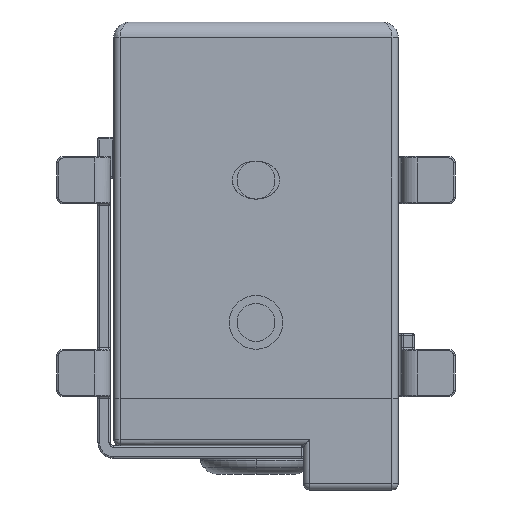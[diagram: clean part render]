
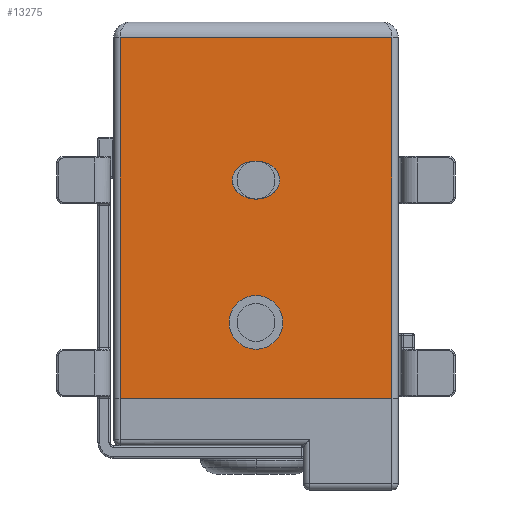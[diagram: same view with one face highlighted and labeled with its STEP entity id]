
A CAD part, front view. The second image highlights one B-rep face of the part: STEP entity #13275.
In plain terms, the highlighted planar face has unit normal (0, -1, 0).
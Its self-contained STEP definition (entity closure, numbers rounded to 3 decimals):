
#898 = AXIS2_PLACEMENT_3D ( 'NONE', #7904, #19304, #9538 ) ;
#976 = CARTESIAN_POINT ( 'NONE',  ( 0., 0., -10.35 ) ) ;
#1232 = DIRECTION ( 'NONE',  ( -1., 0., 0. ) ) ;
#1311 = CARTESIAN_POINT ( 'NONE',  ( 0.75, 0., -5. ) ) ;
#1482 = CARTESIAN_POINT ( 'NONE',  ( -4.3, 0., -11.9 ) ) ;
#1758 = CARTESIAN_POINT ( 'NONE',  ( 4.3, 0., -11.9 ) ) ;
#1832 = ORIENTED_EDGE ( 'NONE', *, *, #4711, .T. ) ;
#2432 = CARTESIAN_POINT ( 'NONE',  ( -4.5, 0., -11.9 ) ) ;
#2500 = CARTESIAN_POINT ( 'NONE',  ( -4.5, 0., -11.9 ) ) ;
#2789 = EDGE_CURVE ( 'NONE', #11370, #14036, #8913, .T. ) ;
#3161 = CARTESIAN_POINT ( 'NONE',  ( 0., 0., -9.5 ) ) ;
#3258 = VECTOR ( 'NONE', #12745, 1000. ) ;
#3722 = CARTESIAN_POINT ( 'NONE',  ( 4.3, 0., -11.9 ) ) ;
#4085 = DIRECTION ( 'NONE',  ( 0., -1., 0. ) ) ;
#4291 = CIRCLE ( 'NONE', #898, 0.85 ) ;
#4347 = CARTESIAN_POINT ( 'NONE',  ( -0.75, 0., -5. ) ) ;
#4423 = CARTESIAN_POINT ( 'NONE',  ( -4.5, 0., -0.5 ) ) ;
#4652 = AXIS2_PLACEMENT_3D ( 'NONE', #3161, #14467, #4744 ) ;
#4706 = EDGE_LOOP ( 'NONE', ( #13306, #16990, #11913, #17981 ) ) ;
#4711 = EDGE_CURVE ( 'NONE', #14036, #11370, #19361, .T. ) ;
#4744 = DIRECTION ( 'NONE',  ( 0., 0., 1. ) ) ;
#5082 = LINE ( 'NONE', #3722, #7850 ) ;
#5694 = CIRCLE ( 'NONE', #4652, 0.85 ) ;
#5894 = VERTEX_POINT ( 'NONE', #6063 ) ;
#6016 = CARTESIAN_POINT ( 'NONE',  ( 0.75, 0., -5. ) ) ;
#6032 = CARTESIAN_POINT ( 'NONE',  ( 0.75, 0., -6.2 ) ) ;
#6063 = CARTESIAN_POINT ( 'NONE',  ( -4.3, 0., -0.5 ) ) ;
#6151 = ORIENTED_EDGE ( 'NONE', *, *, #10674, .T. ) ;
#6474 = CARTESIAN_POINT ( 'NONE',  ( -0.75, 0., -5. ) ) ;
#6622 = VERTEX_POINT ( 'NONE', #11640 ) ;
#7455 = CARTESIAN_POINT ( 'NONE',  ( 4.3, 0., -0.5 ) ) ;
#7494 = LINE ( 'NONE', #1482, #3258 ) ;
#7646 = EDGE_CURVE ( 'NONE', #6622, #19412, #17532, .T. ) ;
#7847 = FACE_OUTER_BOUND ( 'NONE', #4706, .T. ) ;
#7850 = VECTOR ( 'NONE', #13415, 1000. ) ;
#7904 = CARTESIAN_POINT ( 'NONE',  ( 0., 0., -9.5 ) ) ;
#8479 = EDGE_CURVE ( 'NONE', #12845, #5894, #20528, .T. ) ;
#8866 = AXIS2_PLACEMENT_3D ( 'NONE', #2500, #4085, #15437 ) ;
#8913 =( BOUNDED_CURVE ( )  B_SPLINE_CURVE ( 3, ( #1311, #6032, #12423, #12574 ),
 .UNSPECIFIED., .F., .T. ) 
 B_SPLINE_CURVE_WITH_KNOTS ( ( 4, 4 ),
 ( 0., 0.002 ),
 .UNSPECIFIED. ) 
 CURVE ( )  GEOMETRIC_REPRESENTATION_ITEM ( )  RATIONAL_B_SPLINE_CURVE ( ( 1., 0.333, 0.333, 1. ) ) 
 REPRESENTATION_ITEM ( '' )  );
#9538 = DIRECTION ( 'NONE',  ( 0., 0., 1. ) ) ;
#9750 = VERTEX_POINT ( 'NONE', #10924 ) ;
#10055 = EDGE_LOOP ( 'NONE', ( #1832, #11536 ) ) ;
#10674 = EDGE_CURVE ( 'NONE', #18719, #9750, #5694, .T. ) ;
#10829 = CARTESIAN_POINT ( 'NONE',  ( -0.75, 0., -3.8 ) ) ;
#10924 = CARTESIAN_POINT ( 'NONE',  ( 0., 0., -8.65 ) ) ;
#11370 = VERTEX_POINT ( 'NONE', #18256 ) ;
#11536 = ORIENTED_EDGE ( 'NONE', *, *, #2789, .T. ) ;
#11640 = CARTESIAN_POINT ( 'NONE',  ( -4.3, 0., -11.9 ) ) ;
#11722 = ORIENTED_EDGE ( 'NONE', *, *, #17835, .T. ) ;
#11913 = ORIENTED_EDGE ( 'NONE', *, *, #20898, .T. ) ;
#12067 = PLANE ( 'NONE',  #8866 ) ;
#12423 = CARTESIAN_POINT ( 'NONE',  ( -0.75, 0., -6.2 ) ) ;
#12574 = CARTESIAN_POINT ( 'NONE',  ( -0.75, 0., -5. ) ) ;
#12745 = DIRECTION ( 'NONE',  ( 0., 0., -1. ) ) ;
#12845 = VERTEX_POINT ( 'NONE', #7455 ) ;
#13207 = VECTOR ( 'NONE', #20237, 1000. ) ;
#13275 = ADVANCED_FACE ( 'NONE', ( #7847, #20319, #16012 ), #12067, .T. ) ;
#13306 = ORIENTED_EDGE ( 'NONE', *, *, #16139, .T. ) ;
#13415 = DIRECTION ( 'NONE',  ( 0., 0., 1. ) ) ;
#14036 = VERTEX_POINT ( 'NONE', #6474 ) ;
#14467 = DIRECTION ( 'NONE',  ( 0., 1., 0. ) ) ;
#15140 = EDGE_LOOP ( 'NONE', ( #11722, #6151 ) ) ;
#15437 = DIRECTION ( 'NONE',  ( 0., 0., -1. ) ) ;
#15773 = CARTESIAN_POINT ( 'NONE',  ( 0.75, 0., -3.8 ) ) ;
#16012 = FACE_BOUND ( 'NONE', #10055, .T. ) ;
#16139 = EDGE_CURVE ( 'NONE', #19412, #12845, #5082, .T. ) ;
#16215 = VECTOR ( 'NONE', #1232, 1000. ) ;
#16990 = ORIENTED_EDGE ( 'NONE', *, *, #8479, .T. ) ;
#17532 = LINE ( 'NONE', #2432, #13207 ) ;
#17835 = EDGE_CURVE ( 'NONE', #9750, #18719, #4291, .T. ) ;
#17981 = ORIENTED_EDGE ( 'NONE', *, *, #7646, .T. ) ;
#18256 = CARTESIAN_POINT ( 'NONE',  ( 0.75, 0., -5. ) ) ;
#18719 = VERTEX_POINT ( 'NONE', #976 ) ;
#19304 = DIRECTION ( 'NONE',  ( 0., 1., 0. ) ) ;
#19361 =( BOUNDED_CURVE ( )  B_SPLINE_CURVE ( 3, ( #4347, #10829, #15773, #6016 ),
 .UNSPECIFIED., .F., .F. ) 
 B_SPLINE_CURVE_WITH_KNOTS ( ( 4, 4 ),
 ( 0., 0.002 ),
 .UNSPECIFIED. ) 
 CURVE ( )  GEOMETRIC_REPRESENTATION_ITEM ( )  RATIONAL_B_SPLINE_CURVE ( ( 1., 0.333, 0.333, 1. ) ) 
 REPRESENTATION_ITEM ( '' )  );
#19412 = VERTEX_POINT ( 'NONE', #1758 ) ;
#20237 = DIRECTION ( 'NONE',  ( 1., 0., 0. ) ) ;
#20319 = FACE_BOUND ( 'NONE', #15140, .T. ) ;
#20528 = LINE ( 'NONE', #4423, #16215 ) ;
#20898 = EDGE_CURVE ( 'NONE', #5894, #6622, #7494, .T. ) ;
